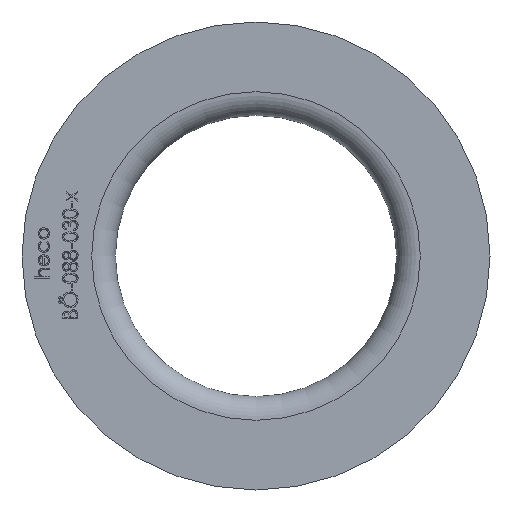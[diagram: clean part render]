
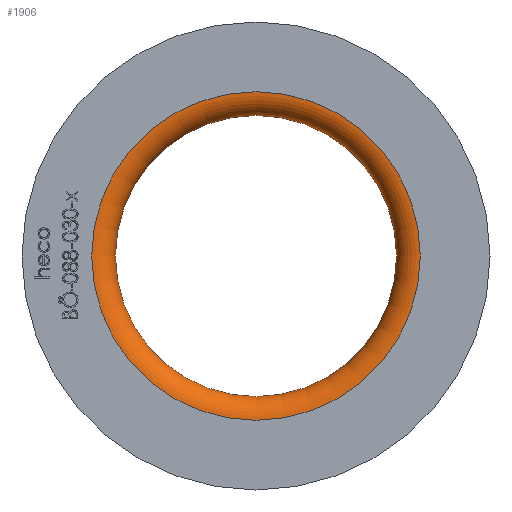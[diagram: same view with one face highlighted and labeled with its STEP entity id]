
A CAD part, left-side view. The second image highlights one B-rep face of the part: STEP entity #1906.
In plain terms, the highlighted toroidal (fillet/blend) face has major radius 48.45 mm and minor radius 7 mm.
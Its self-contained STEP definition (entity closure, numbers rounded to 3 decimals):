
#304 = CARTESIAN_POINT ( 'NONE',  ( 7., 0., 0. ) ) ;
#1097 = CARTESIAN_POINT ( 'NONE',  ( 0., 0., 0. ) ) ;
#1447 = EDGE_CURVE ( 'NONE', #12214, #12214, #2800, .T. ) ;
#1761 = DIRECTION ( 'NONE',  ( -1., 0., 0. ) ) ;
#1906 = ADVANCED_FACE ( 'NONE', ( #7706, #13095 ), #12695, .T. ) ;
#2581 = ORIENTED_EDGE ( 'NONE', *, *, #5858, .T. ) ;
#2800 = CIRCLE ( 'NONE', #6201, 41.45 ) ;
#4075 = CARTESIAN_POINT ( 'NONE',  ( 0., 0., 48.45 ) ) ;
#4247 = VERTEX_POINT ( 'NONE', #4075 ) ;
#5077 = AXIS2_PLACEMENT_3D ( 'NONE', #13892, #1761, #15016 ) ;
#5627 = DIRECTION ( 'NONE',  ( -1., 0., 0. ) ) ;
#5858 = EDGE_CURVE ( 'NONE', #4247, #4247, #16128, .T. ) ;
#6201 = AXIS2_PLACEMENT_3D ( 'NONE', #304, #5627, #7194 ) ;
#6283 = ORIENTED_EDGE ( 'NONE', *, *, #1447, .F. ) ;
#6494 = DIRECTION ( 'NONE',  ( -1., 0., 0. ) ) ;
#6989 = CARTESIAN_POINT ( 'NONE',  ( 7., 0., 41.45 ) ) ;
#7194 = DIRECTION ( 'NONE',  ( 0., 0., 1. ) ) ;
#7706 = FACE_OUTER_BOUND ( 'NONE', #14851, .T. ) ;
#12214 = VERTEX_POINT ( 'NONE', #6989 ) ;
#12695 = TOROIDAL_SURFACE ( 'NONE', #5077, 48.45, 7. ) ;
#13095 = FACE_OUTER_BOUND ( 'NONE', #13796, .T. ) ;
#13621 = AXIS2_PLACEMENT_3D ( 'NONE', #1097, #6494, #14631 ) ;
#13796 = EDGE_LOOP ( 'NONE', ( #2581 ) ) ;
#13892 = CARTESIAN_POINT ( 'NONE',  ( 7., 0., 0. ) ) ;
#14631 = DIRECTION ( 'NONE',  ( 0., 0., 1. ) ) ;
#14851 = EDGE_LOOP ( 'NONE', ( #6283 ) ) ;
#15016 = DIRECTION ( 'NONE',  ( 0., 0., 1. ) ) ;
#16128 = CIRCLE ( 'NONE', #13621, 48.45 ) ;
